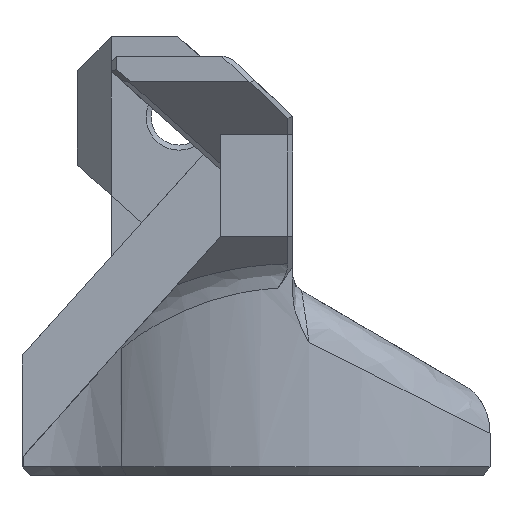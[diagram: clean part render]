
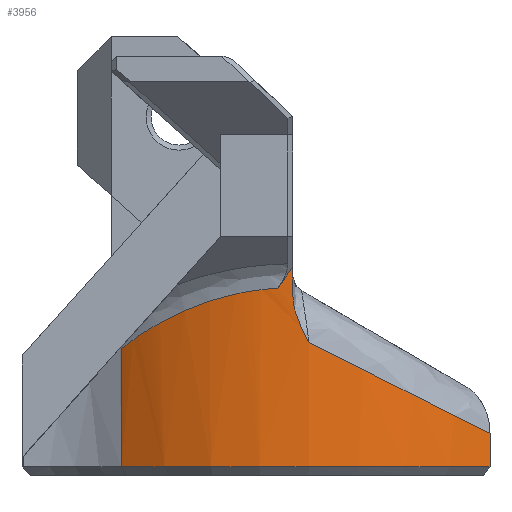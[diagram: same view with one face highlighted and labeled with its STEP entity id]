
A CAD part, left-side view. The second image highlights one B-rep face of the part: STEP entity #3956.
In plain terms, the highlighted cylindrical face has radius 17.5 mm (diameter 35 mm), a partial arc.
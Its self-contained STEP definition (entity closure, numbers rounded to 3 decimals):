
#51=B_SPLINE_CURVE_WITH_KNOTS('',3,(#6266,#6267,#6268,#6269),
 .UNSPECIFIED.,.F.,.F.,(4,4),(-0.04,0.),.UNSPECIFIED.);
#57=B_SPLINE_CURVE_WITH_KNOTS('',3,(#6394,#6395,#6396,#6397,#6398,#6399,
#6400,#6401,#6402,#6403),.UNSPECIFIED.,.F.,.F.,(4,2,2,2,4),(0.,0.041,
0.152,0.313,0.314),.UNSPECIFIED.);
#369=FACE_OUTER_BOUND('',#574,.T.);
#574=EDGE_LOOP('',(#3347,#3348,#3349,#3350,#3351,#3352,#3353,#3354,#3355,
#3356,#3357,#3358,#3359,#3360));
#672=ELLIPSE('',#4198,26.201,17.5);
#673=ELLIPSE('',#4199,26.201,17.5);
#674=ELLIPSE('',#4200,26.201,17.5);
#675=ELLIPSE('',#4201,26.201,17.5);
#676=ELLIPSE('',#4202,26.201,17.5);
#677=ELLIPSE('',#4203,26.201,17.5);
#678=ELLIPSE('',#4210,35.,17.5);
#679=ELLIPSE('',#4225,19.574,17.5);
#806=LINE('',#5584,#1254);
#1023=LINE('',#6453,#1471);
#1035=LINE('',#6505,#1483);
#1254=VECTOR('',#4538,10.);
#1471=VECTOR('',#4997,10.);
#1483=VECTOR('',#5025,10.);
#1621=CIRCLE('',#4224,17.5);
#1721=VERTEX_POINT('',#5581);
#1722=VERTEX_POINT('',#5583);
#1910=VERTEX_POINT('',#6258);
#1911=VERTEX_POINT('',#6259);
#1912=VERTEX_POINT('',#6261);
#1913=VERTEX_POINT('',#6263);
#1914=VERTEX_POINT('',#6265);
#1916=VERTEX_POINT('',#6283);
#1917=VERTEX_POINT('',#6291);
#1918=VERTEX_POINT('',#6293);
#1923=VERTEX_POINT('',#6393);
#1928=VERTEX_POINT('',#6452);
#1935=VERTEX_POINT('',#6502);
#1936=VERTEX_POINT('',#6504);
#2147=EDGE_CURVE('',#1722,#1721,#806,.T.);
#2404=EDGE_CURVE('',#1910,#1911,#672,.T.);
#2405=EDGE_CURVE('',#1911,#1912,#673,.T.);
#2406=EDGE_CURVE('',#1912,#1913,#674,.T.);
#2407=EDGE_CURVE('',#1913,#1914,#51,.T.);
#2411=EDGE_CURVE('',#1916,#1917,#675,.T.);
#2412=EDGE_CURVE('',#1917,#1918,#676,.T.);
#2413=EDGE_CURVE('',#1918,#1910,#677,.T.);
#2422=EDGE_CURVE('',#1722,#1923,#57,.T.);
#2424=EDGE_CURVE('',#1914,#1721,#678,.T.);
#2432=EDGE_CURVE('',#1928,#1916,#1023,.T.);
#2447=EDGE_CURVE('',#1935,#1928,#1621,.T.);
#2448=EDGE_CURVE('',#1935,#1936,#1035,.T.);
#2449=EDGE_CURVE('',#1923,#1936,#679,.T.);
#3347=ORIENTED_EDGE('',*,*,#2422,.F.);
#3348=ORIENTED_EDGE('',*,*,#2147,.T.);
#3349=ORIENTED_EDGE('',*,*,#2424,.F.);
#3350=ORIENTED_EDGE('',*,*,#2407,.F.);
#3351=ORIENTED_EDGE('',*,*,#2406,.F.);
#3352=ORIENTED_EDGE('',*,*,#2405,.F.);
#3353=ORIENTED_EDGE('',*,*,#2404,.F.);
#3354=ORIENTED_EDGE('',*,*,#2413,.F.);
#3355=ORIENTED_EDGE('',*,*,#2412,.F.);
#3356=ORIENTED_EDGE('',*,*,#2411,.F.);
#3357=ORIENTED_EDGE('',*,*,#2432,.F.);
#3358=ORIENTED_EDGE('',*,*,#2447,.F.);
#3359=ORIENTED_EDGE('',*,*,#2448,.T.);
#3360=ORIENTED_EDGE('',*,*,#2449,.F.);
#3817=CYLINDRICAL_SURFACE('',#4223,17.5);
#3956=ADVANCED_FACE('',(#369),#3817,.T.);
#4198=AXIS2_PLACEMENT_3D('',#6260,#4951,#4952);
#4199=AXIS2_PLACEMENT_3D('',#6262,#4953,#4954);
#4200=AXIS2_PLACEMENT_3D('',#6264,#4955,#4956);
#4201=AXIS2_PLACEMENT_3D('',#6292,#4957,#4958);
#4202=AXIS2_PLACEMENT_3D('',#6294,#4959,#4960);
#4203=AXIS2_PLACEMENT_3D('',#6295,#4961,#4962);
#4210=AXIS2_PLACEMENT_3D('',#6418,#4980,#4981);
#4223=AXIS2_PLACEMENT_3D('',#6501,#5021,#5022);
#4224=AXIS2_PLACEMENT_3D('',#6503,#5023,#5024);
#4225=AXIS2_PLACEMENT_3D('',#6506,#5026,#5027);
#4538=DIRECTION('',(0.,0.,1.));
#4951=DIRECTION('center_axis',(0.744,0.,0.668));
#4952=DIRECTION('ref_axis',(-0.668,0.,0.744));
#4953=DIRECTION('center_axis',(0.744,0.,0.668));
#4954=DIRECTION('ref_axis',(-0.668,0.,0.744));
#4955=DIRECTION('center_axis',(0.744,0.,0.668));
#4956=DIRECTION('ref_axis',(-0.668,0.,0.744));
#4957=DIRECTION('center_axis',(0.744,0.,0.668));
#4958=DIRECTION('ref_axis',(-0.668,0.,0.744));
#4959=DIRECTION('center_axis',(0.744,0.,0.668));
#4960=DIRECTION('ref_axis',(-0.668,0.,0.744));
#4961=DIRECTION('center_axis',(0.744,0.,0.668));
#4962=DIRECTION('ref_axis',(-0.668,0.,0.744));
#4980=DIRECTION('center_axis',(0.5,0.707,0.5));
#4981=DIRECTION('ref_axis',(0.289,0.408,-0.866));
#4997=DIRECTION('',(0.,0.,1.));
#5021=DIRECTION('center_axis',(0.,0.,
1.));
#5022=DIRECTION('ref_axis',(-0.709,0.706,0.));
#5023=DIRECTION('center_axis',(0.,0.,-1.));
#5024=DIRECTION('ref_axis',(-0.709,0.706,0.));
#5025=DIRECTION('',(0.,0.,1.));
#5026=DIRECTION('center_axis',(0.,-0.448,
0.894));
#5027=DIRECTION('ref_axis',(0.,-0.894,-0.448));
#5581=CARTESIAN_POINT('',(-20.2,-6.525,4.224));
#5583=CARTESIAN_POINT('',(-20.2,-6.525,2.454));
#5584=CARTESIAN_POINT('',(-20.2,-6.525,-8.1));
#6258=CARTESIAN_POINT('',(-18.343,1.32,0.902));
#6259=CARTESIAN_POINT('',(-19.872,-3.153,2.606));
#6260=CARTESIAN_POINT('Origin',(-2.7,-6.525,-16.528));
#6261=CARTESIAN_POINT('',(-19.96,-3.639,2.705));
#6262=CARTESIAN_POINT('Origin',(-2.7,-6.525,-16.528));
#6263=CARTESIAN_POINT('',(-20.177,-5.637,2.946));
#6264=CARTESIAN_POINT('Origin',(-2.7,-6.525,-16.528));
#6265=CARTESIAN_POINT('',(-20.179,-5.66,2.98));
#6266=CARTESIAN_POINT('Ctrl Pts',(-20.177,-5.637,2.946));
#6267=CARTESIAN_POINT('Ctrl Pts',(-20.178,-5.645,2.958));
#6268=CARTESIAN_POINT('Ctrl Pts',(-20.178,-5.652,2.969));
#6269=CARTESIAN_POINT('Ctrl Pts',(-20.179,-5.66,2.98));
#6283=CARTESIAN_POINT('',(-16.967,3.609,-0.631));
#6291=CARTESIAN_POINT('',(-17.859,2.219,0.363));
#6292=CARTESIAN_POINT('Origin',(-2.7,-6.525,-16.528));
#6293=CARTESIAN_POINT('',(-17.962,2.038,0.478));
#6294=CARTESIAN_POINT('Origin',(-2.7,-6.525,-16.528));
#6295=CARTESIAN_POINT('Origin',(-2.7,-6.525,-16.528));
#6393=CARTESIAN_POINT('',(-20.173,-7.471,-0.27));
#6394=CARTESIAN_POINT('Ctrl Pts',(-20.2,-6.525,2.454));
#6395=CARTESIAN_POINT('Ctrl Pts',(-20.2,-6.525,2.317));
#6396=CARTESIAN_POINT('Ctrl Pts',(-20.2,-6.537,2.179));
#6397=CARTESIAN_POINT('Ctrl Pts',(-20.2,-6.613,1.678));
#6398=CARTESIAN_POINT('Ctrl Pts',(-20.199,-6.729,1.333));
#6399=CARTESIAN_POINT('Ctrl Pts',(-20.194,-7.01,0.629));
#6400=CARTESIAN_POINT('Ctrl Pts',(-20.188,-7.223,0.212));
#6401=CARTESIAN_POINT('Ctrl Pts',(-20.175,-7.468,-0.264));
#6402=CARTESIAN_POINT('Ctrl Pts',(-20.174,-7.47,-0.267));
#6403=CARTESIAN_POINT('Ctrl Pts',(-20.174,-7.471,-0.27));
#6418=CARTESIAN_POINT('Origin',(-2.7,-6.525,-13.276));
#6452=CARTESIAN_POINT('',(-16.967,3.609,-7.6));
#6453=CARTESIAN_POINT('',(-16.967,3.609,-8.1));
#6501=CARTESIAN_POINT('Origin',(-2.7,-6.525,-8.1));
#6502=CARTESIAN_POINT('',(-15.775,-18.157,-7.6));
#6503=CARTESIAN_POINT('Origin',(-2.7,-6.525,-7.6));
#6504=CARTESIAN_POINT('',(-15.775,-18.157,-5.624));
#6505=CARTESIAN_POINT('',(-15.775,-18.157,-8.1));
#6506=CARTESIAN_POINT('Origin',(-2.7,-6.525,0.204));
